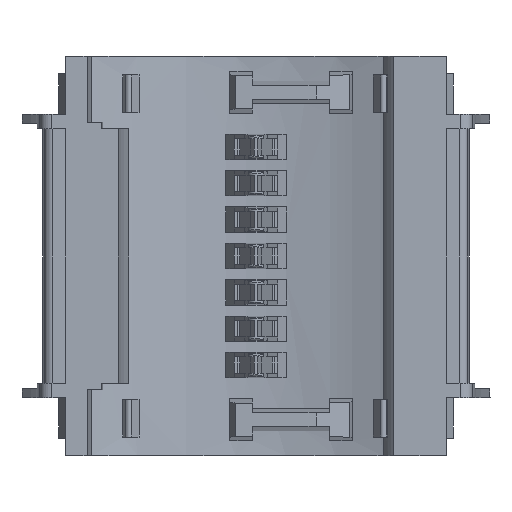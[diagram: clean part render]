
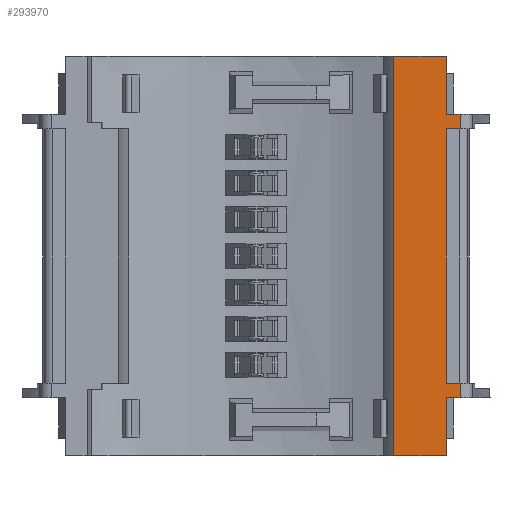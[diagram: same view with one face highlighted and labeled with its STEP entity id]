
A CAD part, front view. The second image highlights one B-rep face of the part: STEP entity #293970.
In plain terms, the highlighted planar face has unit normal (0, -1, 0).
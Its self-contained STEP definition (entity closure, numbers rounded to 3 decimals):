
#59900=CARTESIAN_POINT('',(22.979,38.9,
0.));
#59910=VERTEX_POINT('',#59900);
#60980=CARTESIAN_POINT('',(22.979,38.9,
89.65));
#60990=VERTEX_POINT('',#60980);
#61020=CARTESIAN_POINT('',(22.979,38.9,
32.6));
#61030=DIRECTION('',(0.,0.,-1.));
#61040=VECTOR('',#61030,1.);
#61050=LINE('',#61020,#61040);
#61060=EDGE_CURVE('',#60990,#59910,#61050,.T.);
#292400=CARTESIAN_POINT('',(34.838,38.9,
73.35));
#292410=VERTEX_POINT('',#292400);
#292500=CARTESIAN_POINT('',(34.838,38.9,
16.3));
#292510=VERTEX_POINT('',#292500);
#292540=CARTESIAN_POINT('',(34.838,38.9,
32.6));
#292550=DIRECTION('',(0.,0.,-1.));
#292560=VECTOR('',#292550,1.);
#292570=LINE('',#292540,#292560);
#292580=EDGE_CURVE('',#292410,#292510,#292570,.T.);
#292700=CARTESIAN_POINT('',(34.838,38.9,
32.6));
#292710=DIRECTION('',(0.,1.,0.));
#292720=DIRECTION('',(1.,0.,0.));
#292730=AXIS2_PLACEMENT_3D('',#292700,#292710,#292720);
#292740=PLANE('',#292730);
#292750=CARTESIAN_POINT('',(-49.479,38.9,
89.65));
#292760=DIRECTION('',(-1.,0.,0.));
#292770=VECTOR('',#292760,1.);
#292780=LINE('',#292750,#292770);
#292790=CARTESIAN_POINT('',(34.844,38.9,
89.65));
#292800=VERTEX_POINT('',#292790);
#292810=EDGE_CURVE('',#292800,#60990,#292780,.T.);
#292820=ORIENTED_EDGE('',*,*,#292810,.T.);
#292830=CARTESIAN_POINT('',(34.838,38.9,
48.9));
#292840=DIRECTION('',(0.,1.,0.));
#292850=DIRECTION('',(1.,0.,0.));
#292860=AXIS2_PLACEMENT_3D('',#292830,#292840,#292850);
#292870=PLANE('',#292860);
#292880=CARTESIAN_POINT('',(-288.154,40.019,
73.35));
#292890=DIRECTION('',(0.,0.,-1.));
#292900=DIRECTION('',(1.,0.,0.));
#292910=AXIS2_PLACEMENT_3D('',#292880,#292890,#292900);
#292920=CYLINDRICAL_SURFACE('',#292910,323.);
#292930=CARTESIAN_POINT('',(34.844,38.9,
76.575));
#292940=CARTESIAN_POINT('',(34.844,38.9,
77.665));
#292950=CARTESIAN_POINT('',(34.844,38.9,
78.754));
#292960=CARTESIAN_POINT('',(34.844,38.9,
79.844));
#292970=CARTESIAN_POINT('',(34.844,38.9,
80.933));
#292980=CARTESIAN_POINT('',(34.844,38.9,
82.023));
#292990=CARTESIAN_POINT('',(34.844,38.9,
83.113));
#293000=CARTESIAN_POINT('',(34.844,38.9,
84.202));
#293010=CARTESIAN_POINT('',(34.844,38.9,
85.292));
#293020=CARTESIAN_POINT('',(34.844,38.9,
86.381));
#293030=CARTESIAN_POINT('',(34.844,38.9,
87.471));
#293040=CARTESIAN_POINT('',(34.844,38.9,
88.561));
#293050=CARTESIAN_POINT('',(34.844,38.9,
89.65));
#293060=B_SPLINE_CURVE_WITH_KNOTS('',3,(#292930,#292940,#292950,#292960,
#292970,#292980,#292990,#293000,#293010,#293020,#293030,#293040,#293050)
,.UNSPECIFIED.,.F.,.F.,(4,3,3,3,4),(0.,3.269,6.538
,9.806,13.075),.UNSPECIFIED.);
#293070=SURFACE_CURVE('',#293060,(#292870,#292920),.CURVE_3D.);
#293080=CARTESIAN_POINT('',(34.844,38.9,
76.575));
#293090=VERTEX_POINT('',#293080);
#293100=EDGE_CURVE('',#293090,#292800,#293070,.T.);
#293110=ORIENTED_EDGE('',*,*,#293100,.T.);
#293120=CARTESIAN_POINT('',(-49.479,38.9,
76.575));
#293130=DIRECTION('',(1.,0.,0.));
#293140=VECTOR('',#293130,1.);
#293150=LINE('',#293120,#293140);
#293160=CARTESIAN_POINT('',(37.879,38.9,
76.575));
#293170=VERTEX_POINT('',#293160);
#293180=EDGE_CURVE('',#293090,#293170,#293150,.T.);
#293190=ORIENTED_EDGE('',*,*,#293180,.F.);
#293200=CARTESIAN_POINT('',(37.879,38.9,
76.575));
#293210=DIRECTION('',(0.,0.,-1.));
#293220=VECTOR('',#293210,1.);
#293230=LINE('',#293200,#293220);
#293240=CARTESIAN_POINT('',(37.879,38.9,
73.35));
#293250=VERTEX_POINT('',#293240);
#293260=EDGE_CURVE('',#293170,#293250,#293230,.T.);
#293270=ORIENTED_EDGE('',*,*,#293260,.F.);
#293280=CARTESIAN_POINT('',(-49.479,38.9,
73.35));
#293290=DIRECTION('',(1.,0.,0.));
#293300=VECTOR('',#293290,1.);
#293310=LINE('',#293280,#293300);
#293320=EDGE_CURVE('',#292410,#293250,#293310,.T.);
#293330=ORIENTED_EDGE('',*,*,#293320,.T.);
#293340=ORIENTED_EDGE('',*,*,#292580,.F.);
#293350=CARTESIAN_POINT('',(-49.479,38.9,
16.3));
#293360=DIRECTION('',(-1.,0.,0.));
#293370=VECTOR('',#293360,1.);
#293380=LINE('',#293350,#293370);
#293390=CARTESIAN_POINT('',(37.879,38.9,
16.3));
#293400=VERTEX_POINT('',#293390);
#293410=EDGE_CURVE('',#293400,#292510,#293380,.T.);
#293420=ORIENTED_EDGE('',*,*,#293410,.T.);
#293430=CARTESIAN_POINT('',(37.879,38.9,
13.075));
#293440=DIRECTION('',(0.,0.,1.));
#293450=VECTOR('',#293440,1.);
#293460=LINE('',#293430,#293450);
#293470=CARTESIAN_POINT('',(37.879,38.9,
13.075));
#293480=VERTEX_POINT('',#293470);
#293490=EDGE_CURVE('',#293480,#293400,#293460,.T.);
#293500=ORIENTED_EDGE('',*,*,#293490,.T.);
#293510=CARTESIAN_POINT('',(-49.479,38.9,
13.075));
#293520=DIRECTION('',(1.,0.,0.));
#293530=VECTOR('',#293520,1.);
#293540=LINE('',#293510,#293530);
#293550=CARTESIAN_POINT('',(34.844,38.9,
13.075));
#293560=VERTEX_POINT('',#293550);
#293570=EDGE_CURVE('',#293560,#293480,#293540,.T.);
#293580=ORIENTED_EDGE('',*,*,#293570,.T.);
#293590=CARTESIAN_POINT('',(34.838,38.9,
24.45));
#293600=DIRECTION('',(0.,1.,0.));
#293610=DIRECTION('',(1.,0.,0.));
#293620=AXIS2_PLACEMENT_3D('',#293590,#293600,#293610);
#293630=PLANE('',#293620);
#293640=CARTESIAN_POINT('',(-288.154,40.019,
16.3));
#293650=DIRECTION('',(0.,0.,1.));
#293660=DIRECTION('',(1.,0.,0.));
#293670=AXIS2_PLACEMENT_3D('',#293640,#293650,#293660);
#293680=CYLINDRICAL_SURFACE('',#293670,323.);
#293690=CARTESIAN_POINT('',(34.844,38.9,
13.075));
#293700=CARTESIAN_POINT('',(34.844,38.9,
11.985));
#293710=CARTESIAN_POINT('',(34.844,38.9,
10.896));
#293720=CARTESIAN_POINT('',(34.844,38.9,
9.806));
#293730=CARTESIAN_POINT('',(34.844,38.9,
8.717));
#293740=CARTESIAN_POINT('',(34.844,38.9,
7.627));
#293750=CARTESIAN_POINT('',(34.844,38.9,
6.538));
#293760=CARTESIAN_POINT('',(34.844,38.9,
5.448));
#293770=CARTESIAN_POINT('',(34.844,38.9,
4.358));
#293780=CARTESIAN_POINT('',(34.844,38.9,
3.269));
#293790=CARTESIAN_POINT('',(34.844,38.9,
2.179));
#293800=CARTESIAN_POINT('',(34.844,38.9,
1.09));
#293810=CARTESIAN_POINT('',(34.844,38.9,
0.));
#293820=B_SPLINE_CURVE_WITH_KNOTS('',3,(#293690,#293700,#293710,#293720,
#293730,#293740,#293750,#293760,#293770,#293780,#293790,#293800,#293810)
,.UNSPECIFIED.,.F.,.F.,(4,3,3,3,4),(0.,3.269,6.538
,9.806,13.075),.UNSPECIFIED.);
#293830=SURFACE_CURVE('',#293820,(#293630,#293680),.CURVE_3D.);
#293840=CARTESIAN_POINT('',(34.844,38.9,
0.));
#293850=VERTEX_POINT('',#293840);
#293860=EDGE_CURVE('',#293560,#293850,#293830,.T.);
#293870=ORIENTED_EDGE('',*,*,#293860,.F.);
#293880=CARTESIAN_POINT('',(-49.479,38.9,
0.));
#293890=DIRECTION('',(-1.,0.,0.));
#293900=VECTOR('',#293890,1.);
#293910=LINE('',#293880,#293900);
#293920=EDGE_CURVE('',#293850,#59910,#293910,.T.);
#293930=ORIENTED_EDGE('',*,*,#293920,.F.);
#293940=ORIENTED_EDGE('',*,*,#61060,.T.);
#293950=EDGE_LOOP('',(#293940,#293930,#293870,#293580,#293500,#293420,
#293340,#293330,#293270,#293190,#293110,#292820));
#293960=FACE_OUTER_BOUND('',#293950,.T.);
#293970=ADVANCED_FACE('',(#293960),#292740,.F.);
